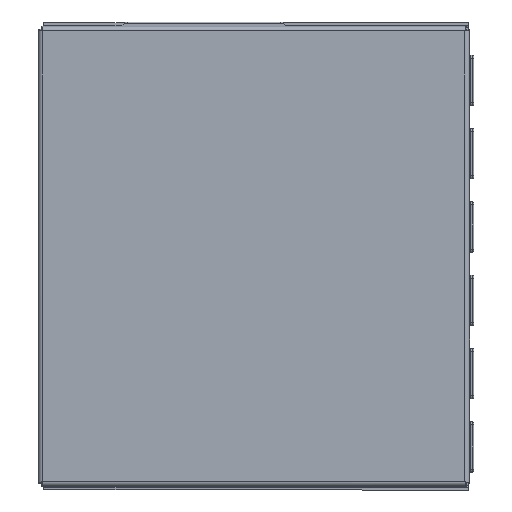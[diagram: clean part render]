
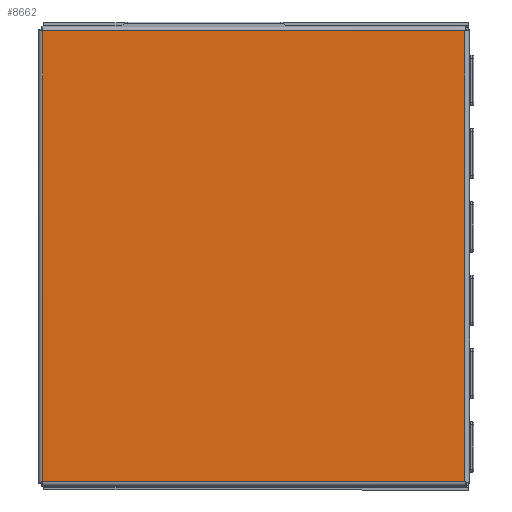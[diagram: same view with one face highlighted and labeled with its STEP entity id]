
A CAD part, front view. The second image highlights one B-rep face of the part: STEP entity #8662.
In plain terms, the highlighted planar face has unit normal (0, -1, 0).
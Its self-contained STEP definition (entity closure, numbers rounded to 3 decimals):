
#966 = LINE ( 'NONE', #15047, #1305 ) ;
#1305 = VECTOR ( 'NONE', #10011, 1000. ) ;
#1319 = CARTESIAN_POINT ( 'NONE',  ( -148.4, 0., 78.4 ) ) ;
#1571 = VECTOR ( 'NONE', #9946, 1000. ) ;
#1590 = VECTOR ( 'NONE', #13322, 1000. ) ;
#2189 = CARTESIAN_POINT ( 'NONE',  ( 0., 0., 78.4 ) ) ;
#5694 = VERTEX_POINT ( 'NONE', #1319 ) ;
#5746 = CARTESIAN_POINT ( 'NONE',  ( 0., 0., 78.4 ) ) ;
#5934 = EDGE_CURVE ( 'NONE', #12911, #9868, #16913, .T. ) ;
#6008 = ORIENTED_EDGE ( 'NONE', *, *, #6108, .F. ) ;
#6108 = EDGE_CURVE ( 'NONE', #12911, #15897, #15512, .T. ) ;
#8662 = ADVANCED_FACE ( 'NONE', ( #10727 ), #14195, .T. ) ;
#9126 = DIRECTION ( 'NONE',  ( 0., -1., 0. ) ) ;
#9868 = VERTEX_POINT ( 'NONE', #21425 ) ;
#9946 = DIRECTION ( 'NONE',  ( 0., 0., 1. ) ) ;
#10011 = DIRECTION ( 'NONE',  ( 0., 0., -1. ) ) ;
#10727 = FACE_OUTER_BOUND ( 'NONE', #21208, .T. ) ;
#11067 = ORIENTED_EDGE ( 'NONE', *, *, #17330, .T. ) ;
#12377 = VECTOR ( 'NONE', #14140, 1000. ) ;
#12528 = LINE ( 'NONE', #5746, #12377 ) ;
#12911 = VERTEX_POINT ( 'NONE', #14255 ) ;
#13322 = DIRECTION ( 'NONE',  ( -1., 0., 0. ) ) ;
#14140 = DIRECTION ( 'NONE',  ( -1., 0., 0. ) ) ;
#14195 = PLANE ( 'NONE',  #18570 ) ;
#14255 = CARTESIAN_POINT ( 'NONE',  ( -1.6, 0., -78.4 ) ) ;
#14343 = CARTESIAN_POINT ( 'NONE',  ( -148.4, 0., -78.4 ) ) ;
#14374 = ORIENTED_EDGE ( 'NONE', *, *, #5934, .T. ) ;
#15047 = CARTESIAN_POINT ( 'NONE',  ( -148.4, 0., 78.4 ) ) ;
#15414 = CARTESIAN_POINT ( 'NONE',  ( 0., 0., -78.4 ) ) ;
#15512 = LINE ( 'NONE', #15414, #1590 ) ;
#15897 = VERTEX_POINT ( 'NONE', #14343 ) ;
#16331 = DIRECTION ( 'NONE',  ( 1., 0., 0. ) ) ;
#16913 = LINE ( 'NONE', #18734, #1571 ) ;
#17165 = EDGE_CURVE ( 'NONE', #5694, #15897, #966, .T. ) ;
#17330 = EDGE_CURVE ( 'NONE', #9868, #5694, #12528, .T. ) ;
#18570 = AXIS2_PLACEMENT_3D ( 'NONE', #2189, #9126, #16331 ) ;
#18734 = CARTESIAN_POINT ( 'NONE',  ( -1.6, 0., 78.4 ) ) ;
#21208 = EDGE_LOOP ( 'NONE', ( #11067, #22252, #6008, #14374 ) ) ;
#21425 = CARTESIAN_POINT ( 'NONE',  ( -1.6, 0., 78.4 ) ) ;
#22252 = ORIENTED_EDGE ( 'NONE', *, *, #17165, .T. ) ;
